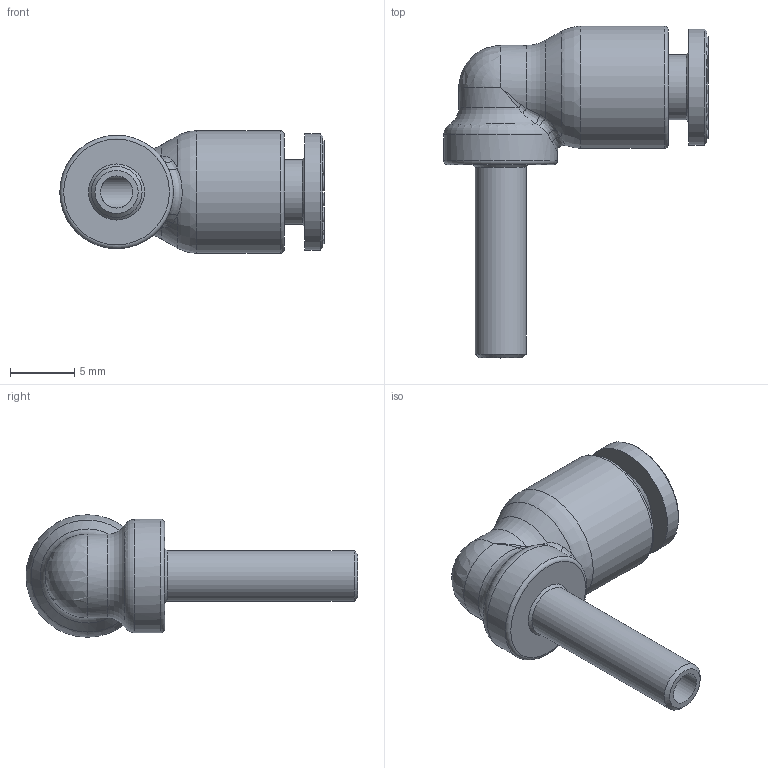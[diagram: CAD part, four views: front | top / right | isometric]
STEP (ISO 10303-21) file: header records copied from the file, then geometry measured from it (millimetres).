
FILE_DESCRIPTION(/* description */ ('STEP AP214'),/* implementation_level */ '2;1');
FILE_NAME(/* name */ 'B0390010',/* time_stamp */ '2023-03-30T15:34:59+02:00',/* author */ ('License CC BY-ND 4.0'),/* organization */ ('CADENAS'),/* preprocessor_version */ 'ST-DEVELOPER v19.3',/* originating_system */ 'PARTsolutions',/* authorisation */ ' ');
FILE_SCHEMA (('AUTOMOTIVE_DESIGN {1 0 10303 214 3 1 1}'));
Length unit declared in the file: millimetre
Products named in the file (1): B0390010
Bounding box: 20.5 x 25.75 x 9.5 mm (x, y, z)
Volume: 1035.4 mm3; surface area: 1309.3 mm2
Topology: 1 solids, 3 shells, 220 faces, 557 edges, 361 vertices
Faces by surface type: plane 117, bspline 75, cylinder 15, cone 6, torus 6, sphere 1
Full cylindrical faces by diameter (mm): 2.5 x2, 3.95 x1, 4.15 x1, 5.05 x1, 8.8 x1, 9 x1, 9.5 x1
Entity records: 10033 total; most frequent: CARTESIAN_POINT 5321, ORIENTED_EDGE 1064, DIRECTION 720, EDGE_CURVE 532, VERTEX_POINT 357, LINE 330, VECTOR 330, EDGE_LOOP 259
